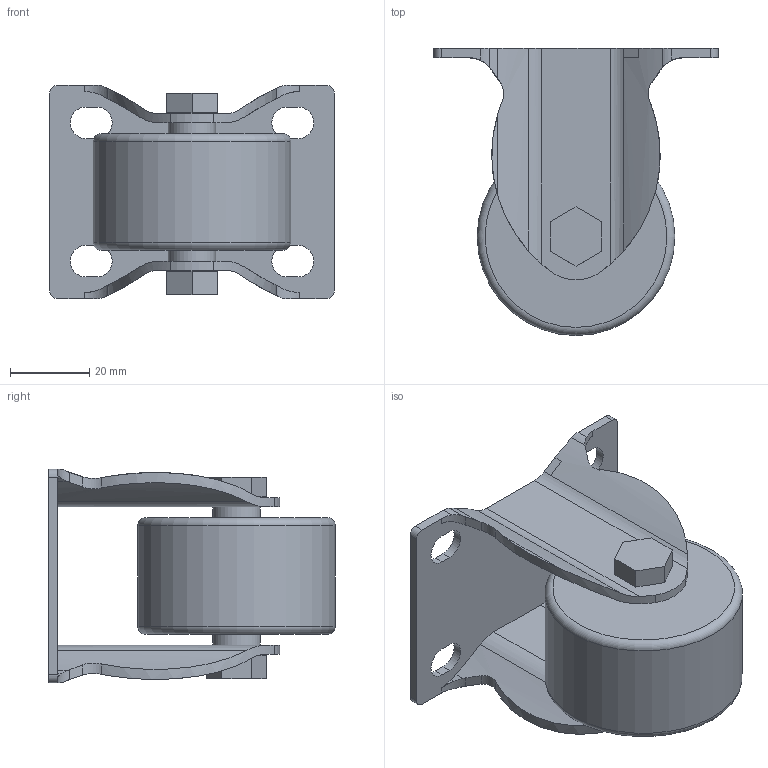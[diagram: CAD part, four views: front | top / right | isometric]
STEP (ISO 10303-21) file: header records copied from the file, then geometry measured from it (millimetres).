
FILE_DESCRIPTION( ( 'STEP AP214' ), '1' );
FILE_NAME( 'SK6-D5073P-SH.stp', '2023-05-08T00:54:04', ( 'License CC BY-ND 4.0' ), ( 'CADENAS' ), ' ', 'PARTsolutions', ' ' );
FILE_SCHEMA( ( 'AUTOMOTIVE_DESIGN { 1 0 10303 214 1 1 1 1 }' ) );
Length unit declared in the file: millimetre
Products named in the file (1): _SK6-D5073P-SH
Bounding box: 72 x 72.57 x 54 mm (x, y, z)
Volume: 76602.6 mm3; surface area: 24973.5 mm2
Topology: 1 solids, 1 shells, 130 faces, 353 edges, 233 vertices
Faces by surface type: cylinder 64, plane 56, torus 10
Full cylindrical faces by diameter (mm): 12 x4, 50 x1
Entity records: 5475 total; most frequent: CARTESIAN_POINT 1123, ORIENTED_EDGE 688, DIRECTION 686, EDGE_CURVE 344, AXIS2_PLACEMENT_3D 257, VERTEX_POINT 231, LINE 172, VECTOR 172
